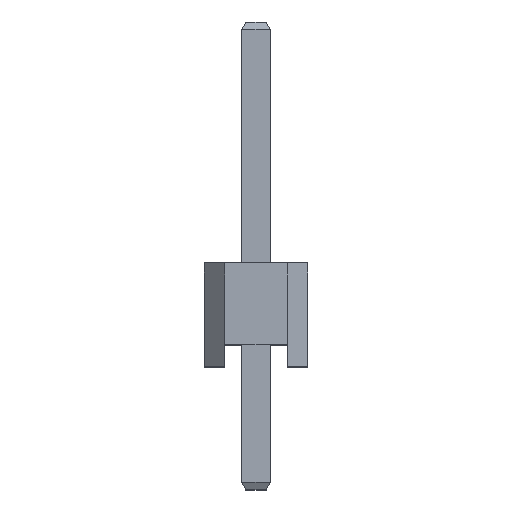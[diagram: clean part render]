
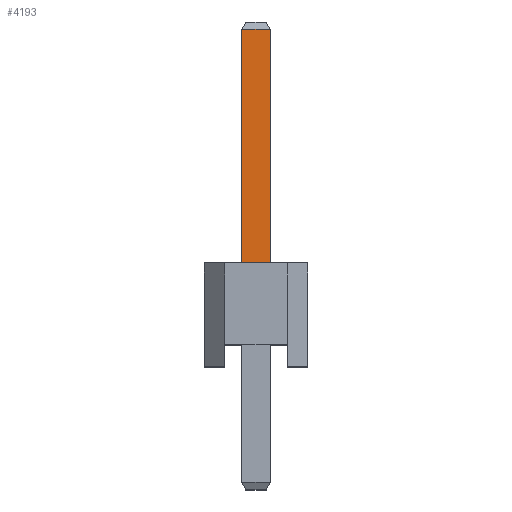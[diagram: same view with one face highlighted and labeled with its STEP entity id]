
A CAD part, top view. The second image highlights one B-rep face of the part: STEP entity #4193.
In plain terms, the highlighted planar face has unit normal (0, 0, 1).
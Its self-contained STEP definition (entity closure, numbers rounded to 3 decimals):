
#1158 = DIRECTION ( 'NONE',  ( -1., 0., 0. ) ) ;
#1331 = ORIENTED_EDGE ( 'NONE', *, *, #5307, .T. ) ;
#1407 = ORIENTED_EDGE ( 'NONE', *, *, #4096, .T. ) ;
#1654 = FACE_OUTER_BOUND ( 'NONE', #1867, .T. ) ;
#1684 = CARTESIAN_POINT ( 'NONE',  ( -0.35, 8.267, 0.35 ) ) ;
#1745 = DIRECTION ( 'NONE',  ( 0., 0., 1. ) ) ;
#1751 = LINE ( 'NONE', #5735, #3139 ) ;
#1867 = EDGE_LOOP ( 'NONE', ( #4739, #1407, #2846, #1331 ) ) ;
#2024 = CARTESIAN_POINT ( 'NONE',  ( 0.35, -3., 0.35 ) ) ;
#2185 = CARTESIAN_POINT ( 'NONE',  ( -0.35, 2.54, 0.35 ) ) ;
#2846 = ORIENTED_EDGE ( 'NONE', *, *, #6167, .F. ) ;
#3139 = VECTOR ( 'NONE', #6236, 1000. ) ;
#3193 = DIRECTION ( 'NONE',  ( 1., 0., 0. ) ) ;
#3225 = LINE ( 'NONE', #1684, #4293 ) ;
#3353 = CARTESIAN_POINT ( 'NONE',  ( 0.35, 8.267, 0.35 ) ) ;
#3418 = LINE ( 'NONE', #2024, #6188 ) ;
#3431 = CARTESIAN_POINT ( 'NONE',  ( -0.35, 8.267, 0.35 ) ) ;
#3456 = LINE ( 'NONE', #3734, #4677 ) ;
#3478 = EDGE_CURVE ( 'NONE', #4122, #3765, #1751, .T. ) ;
#3734 = CARTESIAN_POINT ( 'NONE',  ( -0.35, 2.54, 0.35 ) ) ;
#3759 = CARTESIAN_POINT ( 'NONE',  ( 0.35, 2.54, 0.35 ) ) ;
#3765 = VERTEX_POINT ( 'NONE', #3431 ) ;
#4096 = EDGE_CURVE ( 'NONE', #4122, #5940, #3456, .T. ) ;
#4122 = VERTEX_POINT ( 'NONE', #2185 ) ;
#4193 = ADVANCED_FACE ( 'NONE', ( #1654 ), #5899, .T. ) ;
#4279 = VERTEX_POINT ( 'NONE', #3353 ) ;
#4293 = VECTOR ( 'NONE', #1158, 1000. ) ;
#4412 = AXIS2_PLACEMENT_3D ( 'NONE', #4877, #1745, #5402 ) ;
#4677 = VECTOR ( 'NONE', #3193, 1000. ) ;
#4739 = ORIENTED_EDGE ( 'NONE', *, *, #3478, .F. ) ;
#4877 = CARTESIAN_POINT ( 'NONE',  ( -0.35, -3., 0.35 ) ) ;
#5307 = EDGE_CURVE ( 'NONE', #4279, #3765, #3225, .T. ) ;
#5402 = DIRECTION ( 'NONE',  ( 1., 0., 0. ) ) ;
#5672 = DIRECTION ( 'NONE',  ( 0., -1., 0. ) ) ;
#5735 = CARTESIAN_POINT ( 'NONE',  ( -0.35, -3., 0.35 ) ) ;
#5899 = PLANE ( 'NONE',  #4412 ) ;
#5940 = VERTEX_POINT ( 'NONE', #3759 ) ;
#6167 = EDGE_CURVE ( 'NONE', #4279, #5940, #3418, .T. ) ;
#6188 = VECTOR ( 'NONE', #5672, 1000. ) ;
#6236 = DIRECTION ( 'NONE',  ( 0., 1., 0. ) ) ;
